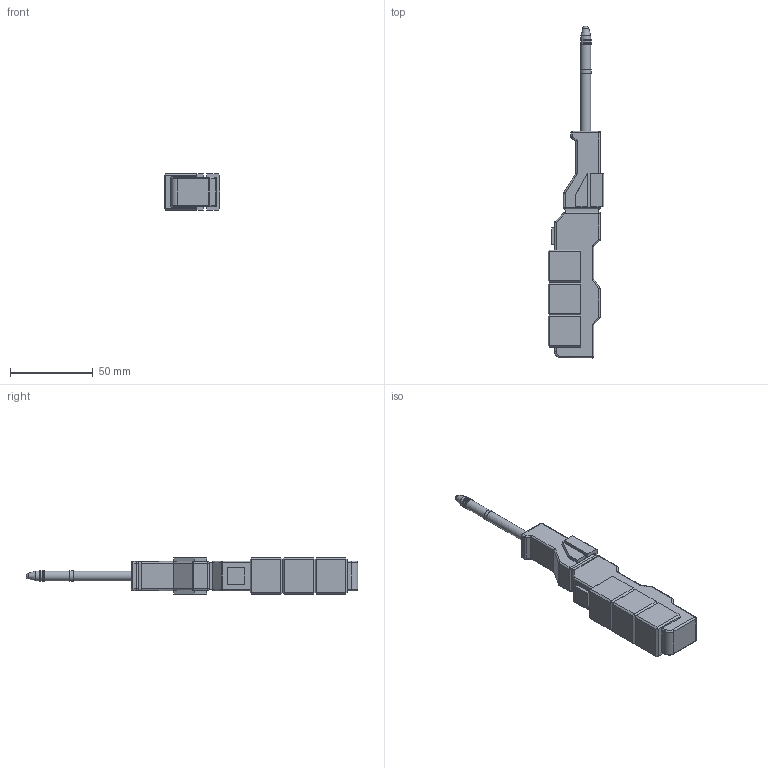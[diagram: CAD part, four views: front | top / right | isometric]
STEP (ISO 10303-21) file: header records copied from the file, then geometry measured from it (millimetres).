
FILE_DESCRIPTION(/* description */ ('STEP AP242','CAx-IF Rec.Pracs.---Representation and Presentation of Product Manufacturing Information (PMI)---4.0---2014-10-13','CAx-IF Rec.Pracs.---3D Tessellated Geometry---0.4---2014-09-14','2;1','CAx-IF Rec.Pracs.---User Defined Attributes---1.5---2016-08-15'),/* implementation_level */ '2;1');
FILE_NAME(/* name */ '691482aed2197e70d8616825',/* time_stamp */ '2025-11-12T12:50:55Z',/* author */ (''),/* organization */ (''),/* preprocessor_version */ 'ST-DEVELOPER v20',/* originating_system */ 'ONSHAPE BY PTC INC, 1.206',/* authorisation */ ' ');
FILE_SCHEMA (('AP242_MANAGED_MODEL_BASED_3D_ENGINEERING_MIM_LF { 1 0 10303 442 1 1 4 }'));
Length unit declared in the file: metre
Products named in the file (9): Top grip - Black; Small Ring; Big Ring; Body - Gray; Emitter - Clear; Grip - Black; Top Grip Small - Black; Button - Black
Bounding box: 33.65 x 200.09 x 22 mm (x, y, z)
Volume: 48602.4 mm3; surface area: 29206.3 mm2
Topology: 9 solids, 9 shells, 295 faces, 686 edges, 418 vertices
Faces by surface type: plane 195, cylinder 70, torus 28, sphere 1, cone 1
Full cylindrical faces by diameter (mm): 5.2 x1, 6 x4, 6.2 x3, 6.4 x5
Entity records: 8379 total; most frequent: CARTESIAN_POINT 1455, DIRECTION 1407, ORIENTED_EDGE 1336, EDGE_CURVE 668, LINE 501, VECTOR 501, AXIS2_PLACEMENT_3D 453, VERTEX_POINT 415
